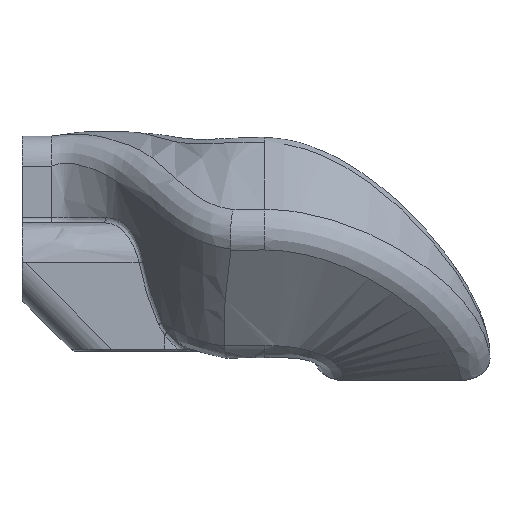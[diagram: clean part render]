
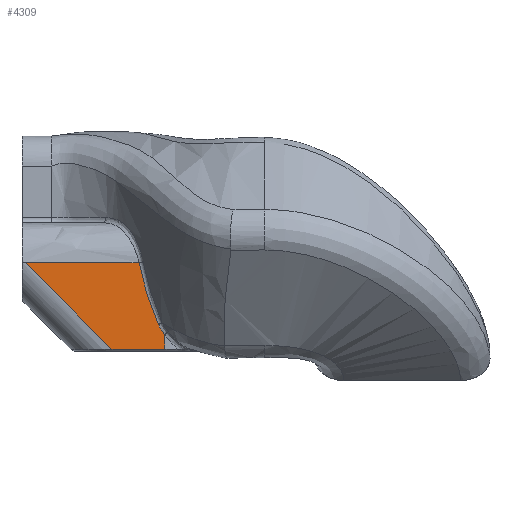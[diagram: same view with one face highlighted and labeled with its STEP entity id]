
A CAD part, left-side view. The second image highlights one B-rep face of the part: STEP entity #4309.
In plain terms, the highlighted free-form (B-spline) face has degree [3, 1] with [7, 2] control points.
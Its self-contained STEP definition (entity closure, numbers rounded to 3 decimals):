
#104=B_SPLINE_SURFACE_WITH_KNOTS('',3,1,((#6040,#6041),(#6042,#6043),(#6044,
#6045),(#6046,#6047),(#6048,#6049),(#6050,#6051),(#6052,#6053)),
 .UNSPECIFIED.,.F.,.F.,.F.,(4,3,4),(2,2),(-1.343,0.,2.186),
(0.,2.436),.UNSPECIFIED.);
#249=ELLIPSE('',#4589,346.695,36.423);
#299=B_SPLINE_CURVE_WITH_KNOTS('',3,(#5805,#5806,#5807,#5808),
 .UNSPECIFIED.,.F.,.F.,(4,4),(-1.436,-0.911),
 .UNSPECIFIED.);
#302=B_SPLINE_CURVE_WITH_KNOTS('',3,(#5895,#5896,#5897,#5898),
 .UNSPECIFIED.,.F.,.F.,(4,4),(-0.57,-0.55),
 .UNSPECIFIED.);
#309=B_SPLINE_CURVE_WITH_KNOTS('',3,(#6059,#6060,#6061,#6062,#6063,#6064,
#6065,#6066,#6067,#6068),.UNSPECIFIED.,.F.,.F.,(4,2,2,2,4),(0.,
0.002,0.003,0.005,0.007),
 .UNSPECIFIED.);
#310=B_SPLINE_CURVE_WITH_KNOTS('',3,(#6069,#6070,#6071,#6072,#6073,#6074,
#6075),.UNSPECIFIED.,.F.,.F.,(4,3,4),(-1.166,-0.585,
0.),.UNSPECIFIED.);
#737=FACE_OUTER_BOUND('',#996,.T.);
#996=EDGE_LOOP('',(#2992,#2993,#2994,#2995,#2996,#2997,#2998));
#1273=LINE('',#6028,#1449);
#1274=LINE('',#6055,#1450);
#1449=VECTOR('',#4849,10.);
#1450=VECTOR('',#4852,1000.);
#1744=VERTEX_POINT('',#5763);
#1745=VERTEX_POINT('',#5803);
#1746=VERTEX_POINT('',#5837);
#1758=VERTEX_POINT('',#6027);
#1761=VERTEX_POINT('',#6054);
#1762=VERTEX_POINT('',#6056);
#1763=VERTEX_POINT('',#6058);
#2209=EDGE_CURVE('',#1744,#1745,#299,.T.);
#2217=EDGE_CURVE('',#1745,#1746,#302,.T.);
#2234=EDGE_CURVE('',#1758,#1746,#1273,.T.);
#2238=EDGE_CURVE('',#1761,#1744,#1274,.T.);
#2239=EDGE_CURVE('',#1761,#1762,#249,.T.);
#2240=EDGE_CURVE('',#1762,#1763,#309,.T.);
#2241=EDGE_CURVE('',#1763,#1758,#310,.T.);
#2992=ORIENTED_EDGE('',*,*,#2217,.F.);
#2993=ORIENTED_EDGE('',*,*,#2209,.F.);
#2994=ORIENTED_EDGE('',*,*,#2238,.F.);
#2995=ORIENTED_EDGE('',*,*,#2239,.T.);
#2996=ORIENTED_EDGE('',*,*,#2240,.T.);
#2997=ORIENTED_EDGE('',*,*,#2241,.T.);
#2998=ORIENTED_EDGE('',*,*,#2234,.T.);
#4309=ADVANCED_FACE('',(#737),#104,.T.);
#4589=AXIS2_PLACEMENT_3D('',#6057,#4853,#4854);
#4849=DIRECTION('',(0.,-0.707,-0.707));
#4852=DIRECTION('',(0.,0.,-1.));
#4853=DIRECTION('center_axis',(1.,0.,0.));
#4854=DIRECTION('ref_axis',(0.,0.985,-0.172));
#5763=CARTESIAN_POINT('',(-19.064,3.436,-40.178));
#5803=CARTESIAN_POINT('',(-19.064,8.686,-40.178));
#5805=CARTESIAN_POINT('Ctrl Pts',(-19.064,3.436,-40.178));
#5806=CARTESIAN_POINT('Ctrl Pts',(-19.064,5.186,-40.178));
#5807=CARTESIAN_POINT('Ctrl Pts',(-19.064,6.936,-40.178));
#5808=CARTESIAN_POINT('Ctrl Pts',(-19.064,8.686,-40.178));
#5837=CARTESIAN_POINT('',(-19.064,8.886,-40.178));
#5895=CARTESIAN_POINT('Ctrl Pts',(-19.064,8.686,-40.178));
#5896=CARTESIAN_POINT('Ctrl Pts',(-19.064,8.752,-40.178));
#5897=CARTESIAN_POINT('Ctrl Pts',(-19.064,8.819,-40.178));
#5898=CARTESIAN_POINT('Ctrl Pts',(-19.064,8.886,-40.178));
#6027=CARTESIAN_POINT('',(-19.064,17.795,-31.269));
#6028=CARTESIAN_POINT('',(-19.064,17.795,-31.269));
#6040=CARTESIAN_POINT('Ctrl Pts',(-19.065,-5.438,-22.01));
#6041=CARTESIAN_POINT('Ctrl Pts',(-19.065,-5.438,-46.369));
#6042=CARTESIAN_POINT('Ctrl Pts',(-19.065,-2.48,-22.01));
#6043=CARTESIAN_POINT('Ctrl Pts',(-19.065,-2.48,-46.369));
#6044=CARTESIAN_POINT('Ctrl Pts',(-19.065,0.478,-22.01));
#6045=CARTESIAN_POINT('Ctrl Pts',(-19.065,0.478,-46.369));
#6046=CARTESIAN_POINT('Ctrl Pts',(-19.064,3.436,-22.01));
#6047=CARTESIAN_POINT('Ctrl Pts',(-19.064,3.436,-46.369));
#6048=CARTESIAN_POINT('Ctrl Pts',(-19.064,8.251,-22.01));
#6049=CARTESIAN_POINT('Ctrl Pts',(-19.064,8.251,-46.369));
#6050=CARTESIAN_POINT('Ctrl Pts',(-19.064,13.066,-22.01));
#6051=CARTESIAN_POINT('Ctrl Pts',(-19.064,13.066,-46.369));
#6052=CARTESIAN_POINT('Ctrl Pts',(-19.064,17.881,-22.01));
#6053=CARTESIAN_POINT('Ctrl Pts',(-19.064,17.881,-46.369));
#6054=CARTESIAN_POINT('',(-19.064,3.436,-38.661));
#6055=CARTESIAN_POINT('',(-19.064,3.436,-30.978));
#6056=CARTESIAN_POINT('',(-19.064,4.08,-37.635));
#6057=CARTESIAN_POINT('Origin',(-19.075,-337.13,23.06));
#6058=CARTESIAN_POINT('',(-19.064,6.08,-31.268));
#6059=CARTESIAN_POINT('Ctrl Pts',(-19.064,4.08,-37.635));
#6060=CARTESIAN_POINT('Ctrl Pts',(-19.064,4.296,-37.162));
#6061=CARTESIAN_POINT('Ctrl Pts',(-19.064,4.496,-36.683));
#6062=CARTESIAN_POINT('Ctrl Pts',(-19.064,4.894,-35.638));
#6063=CARTESIAN_POINT('Ctrl Pts',(-19.064,5.087,-35.07));
#6064=CARTESIAN_POINT('Ctrl Pts',(-19.064,5.465,-33.841));
#6065=CARTESIAN_POINT('Ctrl Pts',(-19.064,5.644,-33.178));
#6066=CARTESIAN_POINT('Ctrl Pts',(-19.064,5.904,-32.098));
#6067=CARTESIAN_POINT('Ctrl Pts',(-19.064,5.996,-31.684));
#6068=CARTESIAN_POINT('Ctrl Pts',(-19.064,6.083,-31.269));
#6069=CARTESIAN_POINT('Ctrl Pts',(-19.064,6.081,-31.269));
#6070=CARTESIAN_POINT('Ctrl Pts',(-19.064,8.027,-31.27));
#6071=CARTESIAN_POINT('Ctrl Pts',(-19.064,9.994,-31.27));
#6072=CARTESIAN_POINT('Ctrl Pts',(-19.064,11.939,-31.27));
#6073=CARTESIAN_POINT('Ctrl Pts',(-19.064,13.896,-31.27));
#6074=CARTESIAN_POINT('Ctrl Pts',(-19.064,15.845,-31.269));
#6075=CARTESIAN_POINT('Ctrl Pts',(-19.064,17.795,-31.269));
